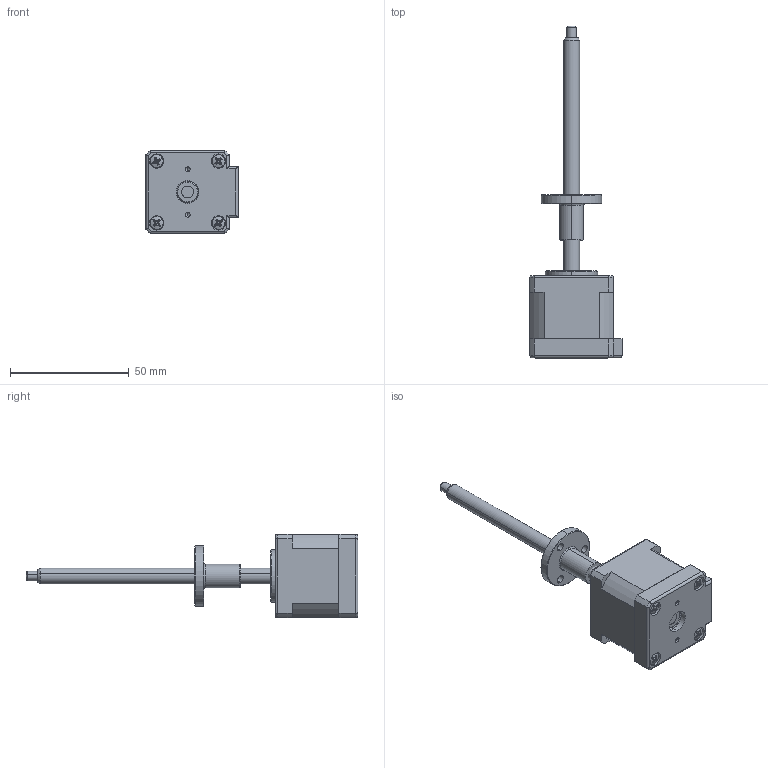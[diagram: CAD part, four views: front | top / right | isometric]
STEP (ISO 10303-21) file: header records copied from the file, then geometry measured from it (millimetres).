
FILE_DESCRIPTION (( 'STEP AP203' ), '1' );
FILE_NAME ('LE143S-T6503-100-AR1-S-050.STEP', '2018-08-10T08:18:13', ( '' ), ( '' ), 'SwSTEP 2.0', 'SolidWorks 2014', '' );
FILE_SCHEMA (( 'CONFIG_CONTROL_DESIGN' ));
Length unit declared in the file: millimetre
Products named in the file (1): LE143S-T6503-100-AR1-S-050
Bounding box: 38.7 x 139.6 x 35 mm (x, y, z)
Surface area: 13199.4 mm2 (no closed solid volume)
Topology: 0 solids, 14 shells, 291 faces, 816 edges, 546 vertices
Faces by surface type: plane 105, cylinder 100, cone 64, torus 14, sphere 8
Entity records: 9858 total; most frequent: CARTESIAN_POINT 2276, DIRECTION 1616, ORIENTED_EDGE 1456, EDGE_CURVE 812, AXIS2_PLACEMENT_3D 624, VERTEX_POINT 546, LINE 368, VECTOR 368
